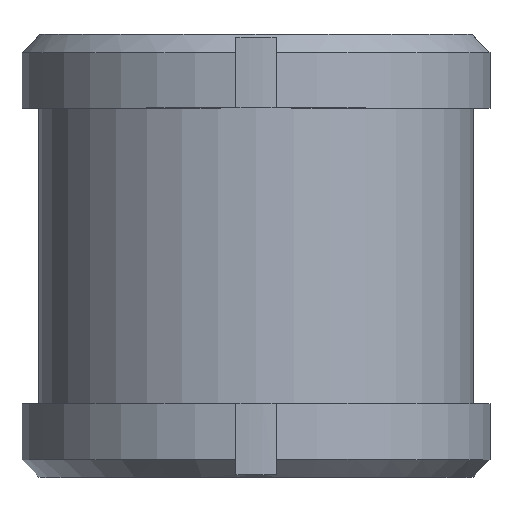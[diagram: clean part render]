
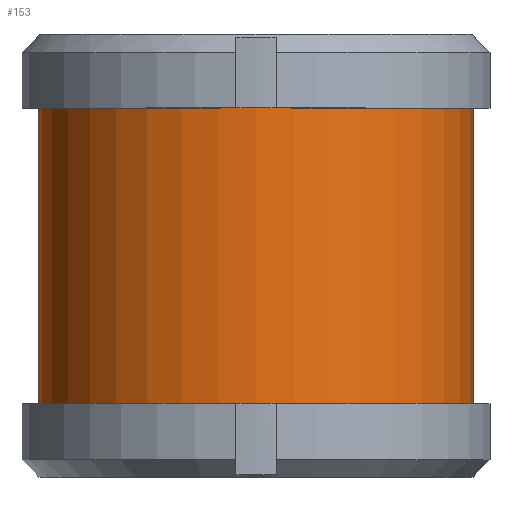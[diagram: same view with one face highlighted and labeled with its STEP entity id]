
A CAD part, top view. The second image highlights one B-rep face of the part: STEP entity #153.
In plain terms, the highlighted cylindrical face has radius 32.375 mm (diameter 64.75 mm), a full revolution.
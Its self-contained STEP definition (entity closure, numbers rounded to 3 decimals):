
#153 = ADVANCED_FACE( '', ( #326, #327 ), #328, .T. );
#326 = FACE_OUTER_BOUND( '', #505, .T. );
#327 = FACE_OUTER_BOUND( '', #506, .T. );
#328 = CYLINDRICAL_SURFACE( '', #507, 32.375 );
#505 = EDGE_LOOP( '', ( #888 ) );
#506 = EDGE_LOOP( '', ( #889 ) );
#507 = AXIS2_PLACEMENT_3D( '', #890, #891, #892 );
#888 = ORIENTED_EDGE( '', *, *, #1124, .T. );
#889 = ORIENTED_EDGE( '', *, *, #1034, .F. );
#890 = CARTESIAN_POINT( '', ( 0., 0., 0. ) );
#891 = DIRECTION( '', ( 0., 1., 0. ) );
#892 = DIRECTION( '', ( 0., 0., -1. ) );
#1034 = EDGE_CURVE( '', #1240, #1240, #1241, .T. );
#1124 = EDGE_CURVE( '', #1368, #1368, #1369, .T. );
#1240 = VERTEX_POINT( '', #1550 );
#1241 = CIRCLE( '', #1551, 32.375 );
#1368 = VERTEX_POINT( '', #1754 );
#1369 = CIRCLE( '', #1755, 32.375 );
#1550 = CARTESIAN_POINT( '', ( 0., 11., -32.375 ) );
#1551 = AXIS2_PLACEMENT_3D( '', #1862, #1863, #1864 );
#1754 = CARTESIAN_POINT( '', ( 0., 55., -32.375 ) );
#1755 = AXIS2_PLACEMENT_3D( '', #1962, #1963, #1964 );
#1862 = CARTESIAN_POINT( '', ( 0., 11., 0. ) );
#1863 = DIRECTION( '', ( 0., -1., 0. ) );
#1864 = DIRECTION( '', ( 0., 0., -1. ) );
#1962 = CARTESIAN_POINT( '', ( 0., 55., 0. ) );
#1963 = DIRECTION( '', ( 0., -1., 0. ) );
#1964 = DIRECTION( '', ( 0., 0., -1. ) );
